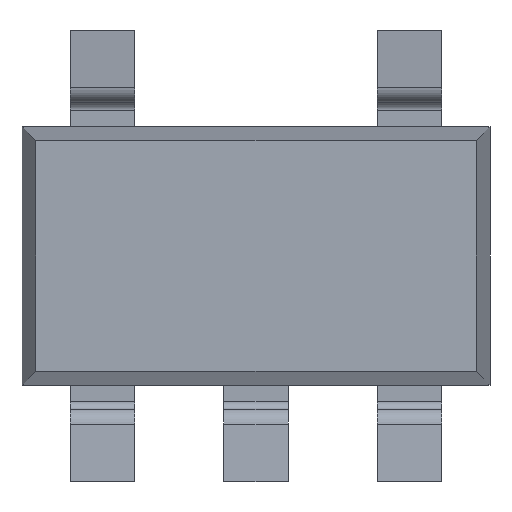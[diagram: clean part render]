
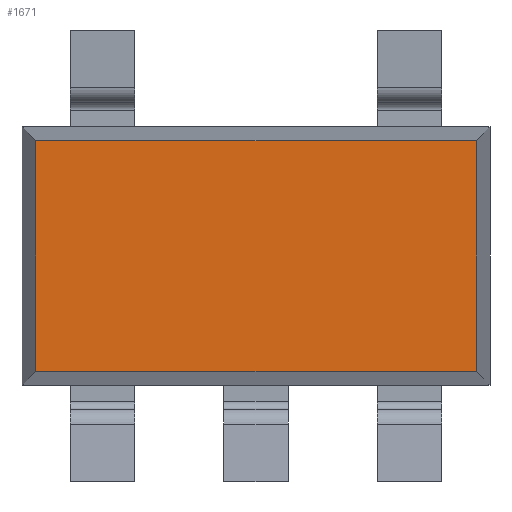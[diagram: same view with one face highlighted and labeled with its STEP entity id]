
A CAD part, front view. The second image highlights one B-rep face of the part: STEP entity #1671.
In plain terms, the highlighted planar face has unit normal (0, -1, 0).
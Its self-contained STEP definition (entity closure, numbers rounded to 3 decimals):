
#89 = CARTESIAN_POINT ( 'NONE',  ( -1.364, -0.613, 0. ) ) ;
#101 = LINE ( 'NONE', #89, #1896 ) ;
#172 = CARTESIAN_POINT ( 'NONE',  ( 1.364, -0.613, 0.714 ) ) ;
#188 = EDGE_CURVE ( 'NONE', #2344, #1522, #1490, .T. ) ;
#190 = LINE ( 'NONE', #1177, #863 ) ;
#287 = EDGE_CURVE ( 'NONE', #2555, #2344, #101, .T. ) ;
#343 = AXIS2_PLACEMENT_3D ( 'NONE', #2361, #2132, #1087 ) ;
#491 = DIRECTION ( 'NONE',  ( 0., 0., -1. ) ) ;
#564 = DIRECTION ( 'NONE',  ( -1., 0., 0. ) ) ;
#653 = DIRECTION ( 'NONE',  ( 1., 0., 0. ) ) ;
#699 = CARTESIAN_POINT ( 'NONE',  ( 1.364, -0.613, -0.714 ) ) ;
#750 = EDGE_LOOP ( 'NONE', ( #1197, #2573, #2039, #1870 ) ) ;
#863 = VECTOR ( 'NONE', #984, 1000. ) ;
#866 = CARTESIAN_POINT ( 'NONE',  ( -1.364, -0.613, 0.714 ) ) ;
#960 = VECTOR ( 'NONE', #564, 1000. ) ;
#962 = FACE_OUTER_BOUND ( 'NONE', #750, .T. ) ;
#984 = DIRECTION ( 'NONE',  ( 0., 0., 1. ) ) ;
#1046 = EDGE_CURVE ( 'NONE', #1313, #2555, #2688, .T. ) ;
#1061 = CARTESIAN_POINT ( 'NONE',  ( 0., -0.613, -0.714 ) ) ;
#1087 = DIRECTION ( 'NONE',  ( 0., 0., 1. ) ) ;
#1177 = CARTESIAN_POINT ( 'NONE',  ( 1.364, -0.613, 0. ) ) ;
#1197 = ORIENTED_EDGE ( 'NONE', *, *, #188, .T. ) ;
#1313 = VERTEX_POINT ( 'NONE', #172 ) ;
#1328 = EDGE_CURVE ( 'NONE', #1522, #1313, #190, .T. ) ;
#1444 = CARTESIAN_POINT ( 'NONE',  ( -1.364, -0.613, -0.714 ) ) ;
#1490 = LINE ( 'NONE', #1061, #1691 ) ;
#1522 = VERTEX_POINT ( 'NONE', #699 ) ;
#1671 = ADVANCED_FACE ( 'NONE', ( #962 ), #2595, .F. ) ;
#1691 = VECTOR ( 'NONE', #653, 1000. ) ;
#1870 = ORIENTED_EDGE ( 'NONE', *, *, #287, .T. ) ;
#1896 = VECTOR ( 'NONE', #491, 1000. ) ;
#2039 = ORIENTED_EDGE ( 'NONE', *, *, #1046, .T. ) ;
#2132 = DIRECTION ( 'NONE',  ( 0., 1., 0. ) ) ;
#2344 = VERTEX_POINT ( 'NONE', #1444 ) ;
#2361 = CARTESIAN_POINT ( 'NONE',  ( 0., -0.613, 0. ) ) ;
#2482 = CARTESIAN_POINT ( 'NONE',  ( 0., -0.613, 0.714 ) ) ;
#2555 = VERTEX_POINT ( 'NONE', #866 ) ;
#2573 = ORIENTED_EDGE ( 'NONE', *, *, #1328, .T. ) ;
#2595 = PLANE ( 'NONE',  #343 ) ;
#2688 = LINE ( 'NONE', #2482, #960 ) ;
